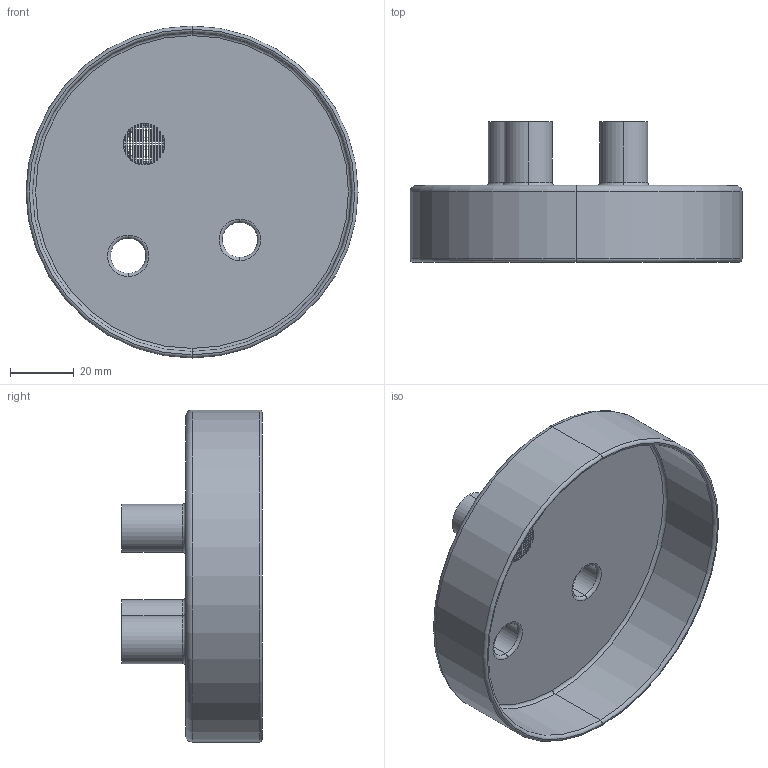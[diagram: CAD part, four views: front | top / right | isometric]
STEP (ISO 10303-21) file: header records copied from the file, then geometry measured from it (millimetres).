
FILE_DESCRIPTION (( 'STEP AP214' ), '1' );
FILE_NAME ('Humidifier Top Lid.STEP', '2020-03-31T01:52:23', ( '' ), ( '' ), 'SwSTEP 2.0', 'SolidWorks 2017', '' );
FILE_SCHEMA (( 'AUTOMOTIVE_DESIGN' ));
Length unit declared in the file: millimetre
Products named in the file (1): Humidifier Top Lid
Bounding box: 104 x 44 x 104 mm (x, y, z)
Volume: 35214.1 mm3; surface area: 36042.1 mm2
Topology: 1 solids, 1 shells, 624 faces, 1817 edges, 1205 vertices
Faces by surface type: plane 530, torus 78, cylinder 16
Entity records: 21298 total; most frequent: CARTESIAN_POINT 4520, ORIENTED_EDGE 3634, DIRECTION 3046, EDGE_CURVE 1817, VECTOR 1492, LINE 1492, VERTEX_POINT 1205, EDGE_LOOP 852
